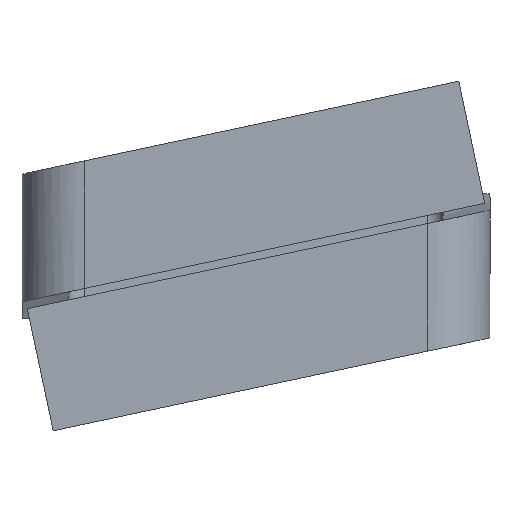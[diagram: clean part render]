
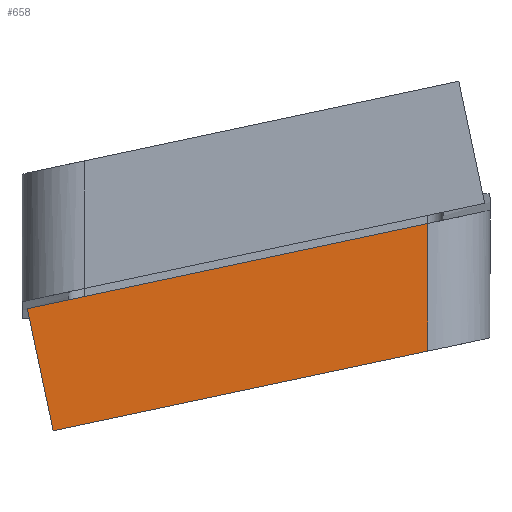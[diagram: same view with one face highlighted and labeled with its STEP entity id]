
A CAD part, front view. The second image highlights one B-rep face of the part: STEP entity #658.
In plain terms, the highlighted planar face has unit normal (0, -1, 0).
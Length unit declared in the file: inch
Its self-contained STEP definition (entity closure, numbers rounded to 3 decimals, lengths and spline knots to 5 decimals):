
#10 = FACE_OUTER_BOUND ( 'NONE', #615, .T. ) ;
#55 = CARTESIAN_POINT ( 'NONE',  ( 0.075, 0., 0.01465 ) ) ;
#58 = ORIENTED_EDGE ( 'NONE', *, *, #435, .F. ) ;
#78 = VECTOR ( 'NONE', #1212, 39.37008 ) ;
#82 = LINE ( 'NONE', #55, #361 ) ;
#200 = CARTESIAN_POINT ( 'NONE',  ( -0.07332, 0., -0.01687 ) ) ;
#315 = VERTEX_POINT ( 'NONE', #481 ) ;
#320 = CARTESIAN_POINT ( 'NONE',  ( 0.055, 0., 0.01465 ) ) ;
#331 = EDGE_CURVE ( 'NONE', #823, #1138, #1130, .T. ) ;
#344 = EDGE_CURVE ( 'NONE', #315, #417, #82, .T. ) ;
#348 = VECTOR ( 'NONE', #755, 39.37008 ) ;
#361 = VECTOR ( 'NONE', #960, 39.37008 ) ;
#417 = VERTEX_POINT ( 'NONE', #594 ) ;
#435 = EDGE_CURVE ( 'NONE', #1138, #315, #550, .T. ) ;
#481 = CARTESIAN_POINT ( 'NONE',  ( -0.07332, 0., -0.01687 ) ) ;
#550 = LINE ( 'NONE', #200, #1263 ) ;
#563 = CARTESIAN_POINT ( 'NONE',  ( -0.065, 0., -0.056 ) ) ;
#594 = CARTESIAN_POINT ( 'NONE',  ( 0.055, 0., 0.0104 ) ) ;
#615 = EDGE_LOOP ( 'NONE', ( #969, #1198, #999, #58 ) ) ;
#647 = CARTESIAN_POINT ( 'NONE',  ( -0.065, 0., -0.056 ) ) ;
#658 = ADVANCED_FACE ( 'NONE', ( #10 ), #1251, .T. ) ;
#755 = DIRECTION ( 'NONE',  ( -0.978, 0., -0.208 ) ) ;
#823 = VERTEX_POINT ( 'NONE', #1281 ) ;
#851 = DIRECTION ( 'NONE',  ( 0., 0., -1. ) ) ;
#960 = DIRECTION ( 'NONE',  ( 0.978, 0., 0.208 ) ) ;
#969 = ORIENTED_EDGE ( 'NONE', *, *, #331, .F. ) ;
#999 = ORIENTED_EDGE ( 'NONE', *, *, #344, .F. ) ;
#1013 = LINE ( 'NONE', #320, #78 ) ;
#1034 = EDGE_CURVE ( 'NONE', #823, #417, #1013, .T. ) ;
#1066 = CARTESIAN_POINT ( 'NONE',  ( 0., 0., 0. ) ) ;
#1111 = DIRECTION ( 'NONE',  ( -0.208, 0., 0.978 ) ) ;
#1130 = LINE ( 'NONE', #563, #348 ) ;
#1138 = VERTEX_POINT ( 'NONE', #647 ) ;
#1158 = DIRECTION ( 'NONE',  ( 0., -1., 0. ) ) ;
#1159 = AXIS2_PLACEMENT_3D ( 'NONE', #1066, #1158, #851 ) ;
#1198 = ORIENTED_EDGE ( 'NONE', *, *, #1034, .T. ) ;
#1212 = DIRECTION ( 'NONE',  ( 0., 0., 1. ) ) ;
#1251 = PLANE ( 'NONE',  #1159 ) ;
#1263 = VECTOR ( 'NONE', #1111, 39.37008 ) ;
#1281 = CARTESIAN_POINT ( 'NONE',  ( 0.055, 0., -0.03049 ) ) ;
